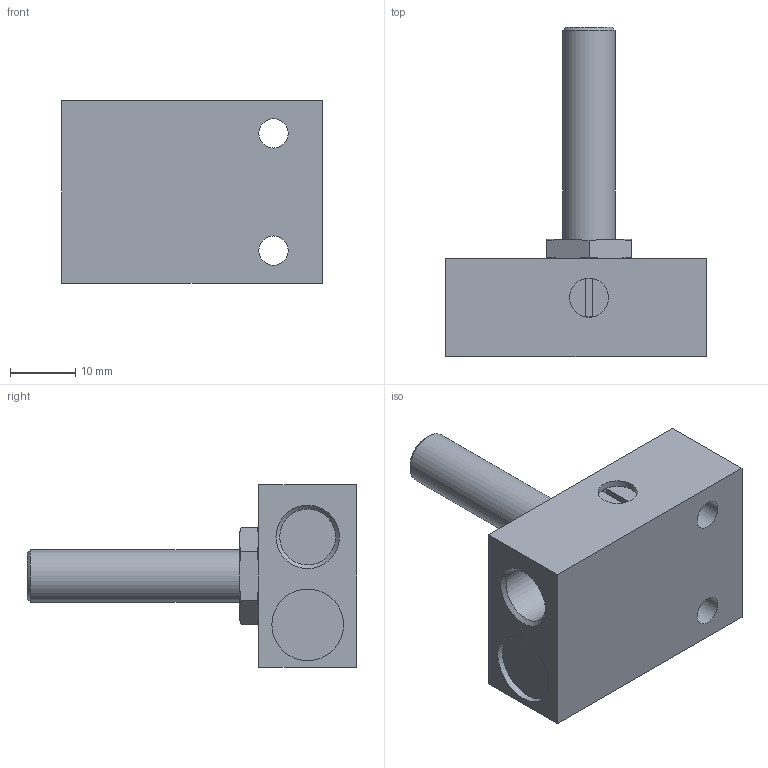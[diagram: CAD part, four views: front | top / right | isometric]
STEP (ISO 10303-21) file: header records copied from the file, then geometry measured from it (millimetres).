
FILE_DESCRIPTION(/* description */ ('STEP AP214'),/* implementation_level */ '2;1');
FILE_NAME(/* name */ '11121_MFH-3-1_8-SEU',/* time_stamp */ '2024-09-05T05:49:08+02:00',/* author */ ('License CC BY-ND 4.0'),/* organization */ ('CADENAS'),/* preprocessor_version */ 'ST-DEVELOPER v19.3',/* originating_system */ 'PARTsolutions',/* authorisation */ ' ');
FILE_SCHEMA (('AUTOMOTIVE_DESIGN {1 0 10303 214 3 1 1}'));
Length unit declared in the file: millimetre
Products named in the file (1): 11121 MFH-3-1/8-SEU
Bounding box: 40 x 50.5 x 28 mm (x, y, z)
Volume: 16692.1 mm3; surface area: 6396 mm2
Topology: 1 solids, 1 shells, 51 faces, 107 edges, 67 vertices
Faces by surface type: plane 23, cone 16, cylinder 12
Full cylindrical faces by diameter (mm): 4.134 x1, 4.5 x2, 6 x1, 8 x3, 8.566 x2, 11 x1
Entity records: 1316 total; most frequent: CARTESIAN_POINT 277, DIRECTION 208, ORIENTED_EDGE 178, AXIS2_PLACEMENT_3D 91, EDGE_CURVE 89, FACE_BOUND 79, EDGE_LOOP 78, VERTEX_POINT 64
